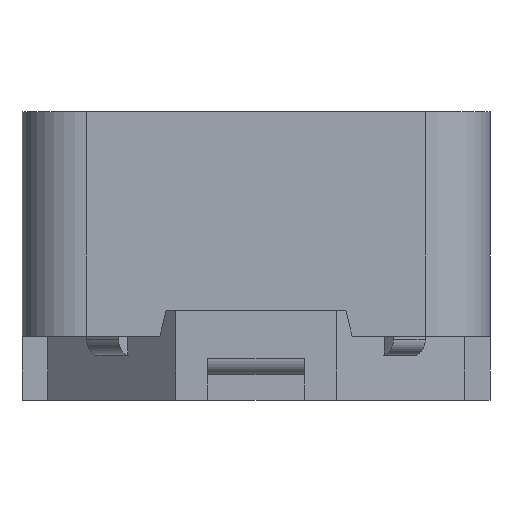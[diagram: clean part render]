
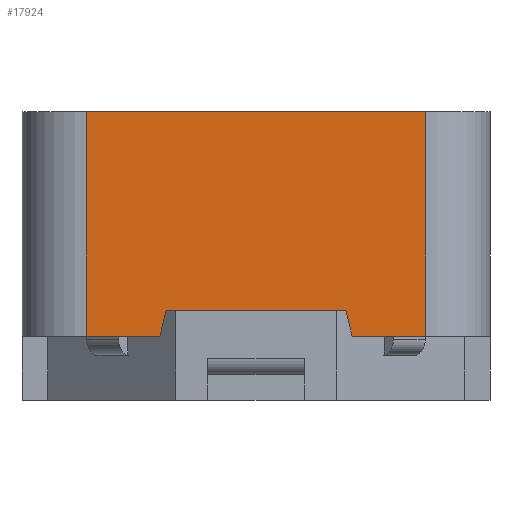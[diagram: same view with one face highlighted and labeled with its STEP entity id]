
A CAD part, front view. The second image highlights one B-rep face of the part: STEP entity #17924.
In plain terms, the highlighted planar face has unit normal (0, -1, 0).
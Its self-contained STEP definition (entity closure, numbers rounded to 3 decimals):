
#153 = LINE ( 'NONE', #13057, #9762 ) ;
#405 = ORIENTED_EDGE ( 'NONE', *, *, #9963, .T. ) ;
#1487 = EDGE_CURVE ( 'NONE', #9952, #17693, #153, .T. ) ;
#1610 = FACE_OUTER_BOUND ( 'NONE', #14830, .T. ) ;
#2517 = DIRECTION ( 'NONE',  ( 0., 0., 1. ) ) ;
#2848 = ORIENTED_EDGE ( 'NONE', *, *, #2915, .T. ) ;
#2892 = CARTESIAN_POINT ( 'NONE',  ( 1.4, -3.65, 1. ) ) ;
#2915 = EDGE_CURVE ( 'NONE', #17693, #3784, #5158, .T. ) ;
#2952 = DIRECTION ( 'NONE',  ( -1., 0., 0. ) ) ;
#2995 = EDGE_CURVE ( 'NONE', #17496, #18136, #7646, .T. ) ;
#3577 = CARTESIAN_POINT ( 'NONE',  ( -2.65, -3.65, 0.6 ) ) ;
#3784 = VERTEX_POINT ( 'NONE', #16214 ) ;
#3981 = VECTOR ( 'NONE', #13358, 1000. ) ;
#4658 = VECTOR ( 'NONE', #15191, 1000. ) ;
#5158 = LINE ( 'NONE', #17170, #6982 ) ;
#5227 = CARTESIAN_POINT ( 'NONE',  ( 1.5, -3.65, 0.6 ) ) ;
#5701 = CARTESIAN_POINT ( 'NONE',  ( -3.65, -3.65, 1. ) ) ;
#5885 = DIRECTION ( 'NONE',  ( 1., 0., 0. ) ) ;
#6058 = CARTESIAN_POINT ( 'NONE',  ( 1.5, -3.65, 0.6 ) ) ;
#6486 = LINE ( 'NONE', #13296, #3981 ) ;
#6536 = DIRECTION ( 'NONE',  ( 0., 0., -1. ) ) ;
#6982 = VECTOR ( 'NONE', #2517, 1000. ) ;
#7646 = LINE ( 'NONE', #5701, #12711 ) ;
#7849 = AXIS2_PLACEMENT_3D ( 'NONE', #8864, #14633, #5885 ) ;
#8074 = EDGE_CURVE ( 'NONE', #17847, #18194, #8161, .T. ) ;
#8161 = LINE ( 'NONE', #18127, #13474 ) ;
#8301 = LINE ( 'NONE', #5227, #4658 ) ;
#8864 = CARTESIAN_POINT ( 'NONE',  ( -3.65, -3.65, 4.1 ) ) ;
#9031 = ORIENTED_EDGE ( 'NONE', *, *, #15550, .F. ) ;
#9332 = ORIENTED_EDGE ( 'NONE', *, *, #8074, .T. ) ;
#9762 = VECTOR ( 'NONE', #16092, 1000. ) ;
#9852 = CARTESIAN_POINT ( 'NONE',  ( -1.5, -3.65, 0.6 ) ) ;
#9952 = VERTEX_POINT ( 'NONE', #6058 ) ;
#9963 = EDGE_CURVE ( 'NONE', #18194, #17281, #6486, .T. ) ;
#10044 = ORIENTED_EDGE ( 'NONE', *, *, #11260, .T. ) ;
#10500 = CARTESIAN_POINT ( 'NONE',  ( -2.65, -3.65, 4.1 ) ) ;
#10639 = ORIENTED_EDGE ( 'NONE', *, *, #15291, .T. ) ;
#11260 = EDGE_CURVE ( 'NONE', #17281, #18136, #18029, .T. ) ;
#12711 = VECTOR ( 'NONE', #2952, 1000. ) ;
#13053 = VECTOR ( 'NONE', #15409, 1000. ) ;
#13057 = CARTESIAN_POINT ( 'NONE',  ( -3.65, -3.65, 0.6 ) ) ;
#13296 = CARTESIAN_POINT ( 'NONE',  ( -3.65, -3.65, 0.6 ) ) ;
#13358 = DIRECTION ( 'NONE',  ( 1., 0., 0. ) ) ;
#13474 = VECTOR ( 'NONE', #6536, 1000. ) ;
#14045 = LINE ( 'NONE', #17318, #14255 ) ;
#14080 = CARTESIAN_POINT ( 'NONE',  ( 2.65, -3.65, 0.6 ) ) ;
#14255 = VECTOR ( 'NONE', #14605, 1000. ) ;
#14605 = DIRECTION ( 'NONE',  ( 1., 0., 0. ) ) ;
#14633 = DIRECTION ( 'NONE',  ( 0., 1., 0. ) ) ;
#14830 = EDGE_LOOP ( 'NONE', ( #405, #10044, #17901, #10639, #15912, #2848, #9031, #9332 ) ) ;
#14832 = PLANE ( 'NONE',  #7849 ) ;
#14977 = CARTESIAN_POINT ( 'NONE',  ( -1.4, -3.65, 1. ) ) ;
#15191 = DIRECTION ( 'NONE',  ( 0.243, 0., -0.97 ) ) ;
#15291 = EDGE_CURVE ( 'NONE', #17496, #9952, #8301, .T. ) ;
#15409 = DIRECTION ( 'NONE',  ( 0.243, 0., 0.97 ) ) ;
#15550 = EDGE_CURVE ( 'NONE', #17847, #3784, #14045, .T. ) ;
#15912 = ORIENTED_EDGE ( 'NONE', *, *, #1487, .T. ) ;
#16092 = DIRECTION ( 'NONE',  ( 1., 0., 0. ) ) ;
#16214 = CARTESIAN_POINT ( 'NONE',  ( 2.65, -3.65, 4.1 ) ) ;
#17170 = CARTESIAN_POINT ( 'NONE',  ( 2.65, -3.65, 4.1 ) ) ;
#17281 = VERTEX_POINT ( 'NONE', #9852 ) ;
#17318 = CARTESIAN_POINT ( 'NONE',  ( -3.65, -3.65, 4.1 ) ) ;
#17496 = VERTEX_POINT ( 'NONE', #2892 ) ;
#17693 = VERTEX_POINT ( 'NONE', #14080 ) ;
#17847 = VERTEX_POINT ( 'NONE', #10500 ) ;
#17901 = ORIENTED_EDGE ( 'NONE', *, *, #2995, .F. ) ;
#17924 = ADVANCED_FACE ( 'NONE', ( #1610 ), #14832, .F. ) ;
#18029 = LINE ( 'NONE', #14977, #13053 ) ;
#18094 = CARTESIAN_POINT ( 'NONE',  ( -1.4, -3.65, 1. ) ) ;
#18127 = CARTESIAN_POINT ( 'NONE',  ( -2.65, -3.65, 4.1 ) ) ;
#18136 = VERTEX_POINT ( 'NONE', #18094 ) ;
#18194 = VERTEX_POINT ( 'NONE', #3577 ) ;
